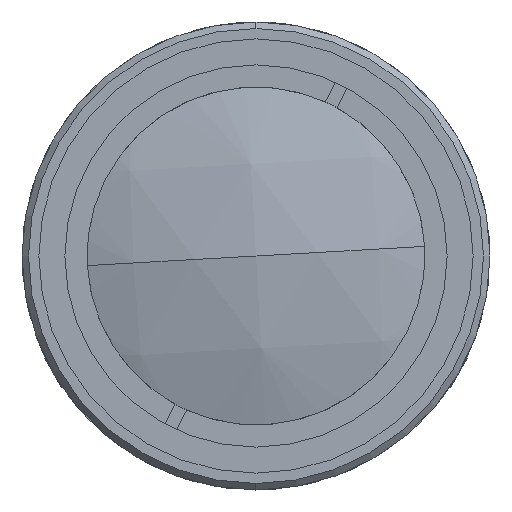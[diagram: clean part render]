
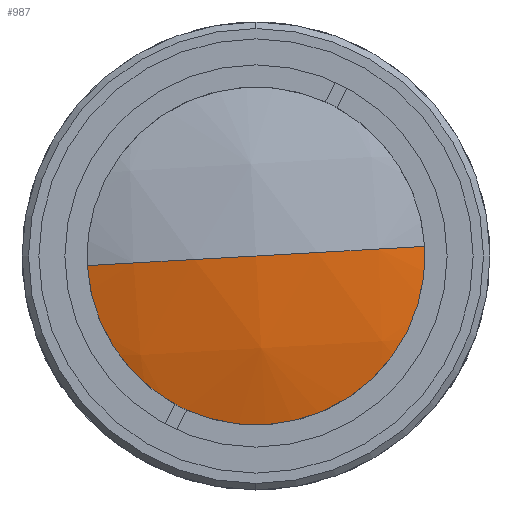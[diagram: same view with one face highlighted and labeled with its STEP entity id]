
A CAD part, left-side view. The second image highlights one B-rep face of the part: STEP entity #987.
In plain terms, the highlighted spherical face has radius 43.203 mm.
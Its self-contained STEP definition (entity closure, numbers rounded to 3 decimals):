
#38 = VERTEX_POINT ( 'NONE', #3635 ) ;
#496 = VERTEX_POINT ( 'NONE', #1618 ) ;
#556 = DIRECTION ( 'NONE',  ( 0., 0.998, -0.057 ) ) ;
#667 = EDGE_CURVE ( 'NONE', #38, #496, #2720, .T. ) ;
#987 = ADVANCED_FACE ( 'NONE', ( #1790 ), #3116, .T. ) ;
#1032 = DIRECTION ( 'NONE',  ( 0., -0.057, -0.998 ) ) ;
#1166 = CARTESIAN_POINT ( 'NONE',  ( 52.203, 0., 0. ) ) ;
#1179 = DIRECTION ( 'NONE',  ( 0., -0.998, 0.057 ) ) ;
#1190 = ORIENTED_EDGE ( 'NONE', *, *, #667, .T. ) ;
#1213 = VERTEX_POINT ( 'NONE', #3709 ) ;
#1535 = CARTESIAN_POINT ( 'NONE',  ( 52.203, 0., 0. ) ) ;
#1618 = CARTESIAN_POINT ( 'NONE',  ( 9., 0., 0. ) ) ;
#1658 = AXIS2_PLACEMENT_3D ( 'NONE', #1535, #4258, #1179 ) ;
#1720 = ORIENTED_EDGE ( 'NONE', *, *, #4316, .T. ) ;
#1770 = DIRECTION ( 'NONE',  ( 0., 0.057, 0.998 ) ) ;
#1790 = FACE_OUTER_BOUND ( 'NONE', #2491, .T. ) ;
#2078 = DIRECTION ( 'NONE',  ( -1., 0., 0. ) ) ;
#2338 = AXIS2_PLACEMENT_3D ( 'NONE', #3139, #2078, #1770 ) ;
#2412 = ORIENTED_EDGE ( 'NONE', *, *, #3971, .F. ) ;
#2491 = EDGE_LOOP ( 'NONE', ( #1720, #1190, #2412 ) ) ;
#2501 = AXIS2_PLACEMENT_3D ( 'NONE', #1166, #3226, #556 ) ;
#2720 = CIRCLE ( 'NONE', #2501, 43.203 ) ;
#2982 = CIRCLE ( 'NONE', #2338, 14. ) ;
#3116 = SPHERICAL_SURFACE ( 'NONE', #3961, 43.203 ) ;
#3139 = CARTESIAN_POINT ( 'NONE',  ( 11.331, 0., 0. ) ) ;
#3226 = DIRECTION ( 'NONE',  ( 0., -0.057, -0.998 ) ) ;
#3430 = DIRECTION ( 'NONE',  ( 0., 0.998, -0.057 ) ) ;
#3585 = CIRCLE ( 'NONE', #1658, 43.203 ) ;
#3635 = CARTESIAN_POINT ( 'NONE',  ( 11.331, -13.977, 0.794 ) ) ;
#3709 = CARTESIAN_POINT ( 'NONE',  ( 11.331, 13.977, -0.794 ) ) ;
#3961 = AXIS2_PLACEMENT_3D ( 'NONE', #4093, #1032, #3430 ) ;
#3971 = EDGE_CURVE ( 'NONE', #1213, #496, #3585, .T. ) ;
#4093 = CARTESIAN_POINT ( 'NONE',  ( 52.203, 0., 0. ) ) ;
#4258 = DIRECTION ( 'NONE',  ( 0., 0.057, 0.998 ) ) ;
#4316 = EDGE_CURVE ( 'NONE', #1213, #38, #2982, .T. ) ;
